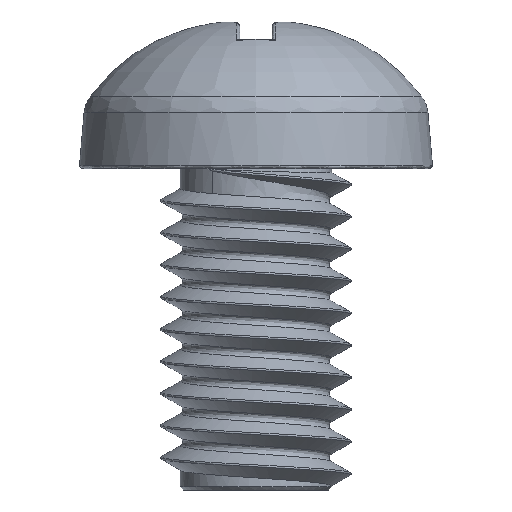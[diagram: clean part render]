
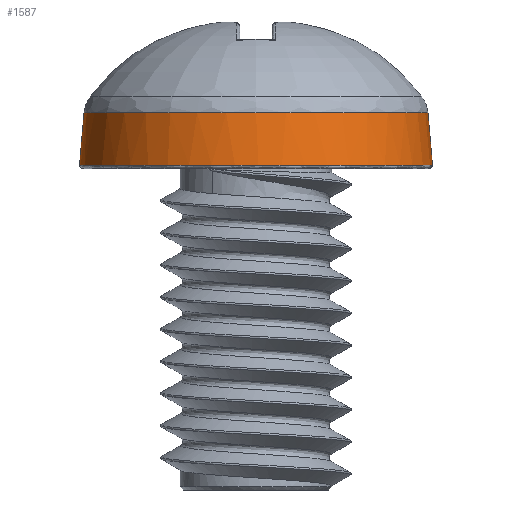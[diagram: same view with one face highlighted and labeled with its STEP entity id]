
A CAD part, left-side view. The second image highlights one B-rep face of the part: STEP entity #1587.
In plain terms, the highlighted free-form (B-spline) face has degree [5, 1] with [17, 2] control points.
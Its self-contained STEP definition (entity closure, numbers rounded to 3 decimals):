
#104=CIRCLE('',#1643,2.674);
#280=FACE_OUTER_BOUND('',#377,.T.);
#377=EDGE_LOOP('',(#1384,#1385,#1386,#1387));
#386=LINE('',#2168,#445);
#387=LINE('',#2171,#446);
#445=VECTOR('',#1660,0.813);
#446=VECTOR('',#1663,0.813);
#511=B_SPLINE_CURVE_WITH_KNOTS('',3,(#2123,#2124,#2125,#2126,#2127,#2128,
#2129,#2130,#2131,#2132),.UNSPECIFIED.,.F.,.F.,(4,1,1,1,1,1,1,4),(0.,
0.121,0.242,0.363,0.484,
0.605,0.726,0.847),.UNSPECIFIED.);
#591=VERTEX_POINT('',#2037);
#594=VERTEX_POINT('',#2051);
#595=VERTEX_POINT('',#2167);
#596=VERTEX_POINT('',#2169);
#737=EDGE_CURVE('',#591,#594,#511,.T.);
#738=EDGE_CURVE('',#594,#595,#386,.T.);
#740=EDGE_CURVE('',#596,#591,#387,.T.);
#944=EDGE_CURVE('',#595,#596,#104,.T.);
#1384=ORIENTED_EDGE('',*,*,#737,.F.);
#1385=ORIENTED_EDGE('',*,*,#740,.F.);
#1386=ORIENTED_EDGE('',*,*,#944,.F.);
#1387=ORIENTED_EDGE('',*,*,#738,.F.);
#1491=B_SPLINE_SURFACE_WITH_KNOTS('',5,1,((#7408,#7409),(#7410,#7411),(#7412,
#7413),(#7414,#7415),(#7416,#7417),(#7418,#7419),(#7420,#7421),(#7422,#7423),
(#7424,#7425),(#7426,#7427),(#7428,#7429),(#7430,#7431),(#7432,#7433),(#7434,
#7435),(#7436,#7437),(#7438,#7439),(#7440,#7441)),.UNSPECIFIED.,.T.,.F.,
 .F.,(6,1,1,1,1,1,1,1,1,1,1,1,6),(2,2),(4.,5.,6.,7.,8.,9.,10.,11.,12.,13.,
14.,15.,16.),(0.,1.),.UNSPECIFIED.);
#1587=ADVANCED_FACE('',(#280),#1491,.T.);
#1643=AXIS2_PLACEMENT_3D('',#7442,#1808,#1809);
#1660=DIRECTION('',(0.,-0.087,0.996));
#1663=DIRECTION('',(0.,-0.087,-0.996));
#1808=DIRECTION('center_axis',(0.,0.,1.));
#1809=DIRECTION('ref_axis',(0.,-1.,0.));
#2037=CARTESIAN_POINT('',(0.,-2.745,5.054));
#2051=CARTESIAN_POINT('',(0.,2.745,5.054));
#2123=CARTESIAN_POINT('Ctrl Pts',(0.,-2.745,
5.054));
#2124=CARTESIAN_POINT('Ctrl Pts',(-0.411,-2.745,
5.054));
#2125=CARTESIAN_POINT('Ctrl Pts',(-1.232,-2.558,5.054));
#2126=CARTESIAN_POINT('Ctrl Pts',(-2.22,-1.77,5.054));
#2127=CARTESIAN_POINT('Ctrl Pts',(-2.768,-0.632,
5.054));
#2128=CARTESIAN_POINT('Ctrl Pts',(-2.768,0.632,5.054));
#2129=CARTESIAN_POINT('Ctrl Pts',(-2.22,1.77,5.054));
#2130=CARTESIAN_POINT('Ctrl Pts',(-1.232,2.558,5.054));
#2131=CARTESIAN_POINT('Ctrl Pts',(-0.411,2.745,5.054));
#2132=CARTESIAN_POINT('Ctrl Pts',(0.,2.745,
5.054));
#2167=CARTESIAN_POINT('',(0.,2.674,5.865));
#2168=CARTESIAN_POINT('',(0.,2.75,5.));
#2169=CARTESIAN_POINT('',(0.,-2.674,5.865));
#2171=CARTESIAN_POINT('',(0.,-2.674,5.865));
#7408=CARTESIAN_POINT('Ctrl Pts',(0.,-2.75,
5.));
#7409=CARTESIAN_POINT('Ctrl Pts',(0.,-2.674,
5.865));
#7410=CARTESIAN_POINT('Ctrl Pts',(0.288,-2.75,5.));
#7411=CARTESIAN_POINT('Ctrl Pts',(0.28,-2.674,5.865));
#7412=CARTESIAN_POINT('Ctrl Pts',(0.864,-2.675,5.));
#7413=CARTESIAN_POINT('Ctrl Pts',(0.84,-2.601,5.865));
#7414=CARTESIAN_POINT('Ctrl Pts',(1.688,-2.335,5.));
#7415=CARTESIAN_POINT('Ctrl Pts',(1.642,-2.271,5.865));
#7416=CARTESIAN_POINT('Ctrl Pts',(2.551,-1.473,5.));
#7417=CARTESIAN_POINT('Ctrl Pts',(2.481,-1.432,5.865));
#7418=CARTESIAN_POINT('Ctrl Pts',(2.946,0.,
5.));
#7419=CARTESIAN_POINT('Ctrl Pts',(2.865,0.,
5.865));
#7420=CARTESIAN_POINT('Ctrl Pts',(2.551,1.473,5.));
#7421=CARTESIAN_POINT('Ctrl Pts',(2.481,1.432,5.865));
#7422=CARTESIAN_POINT('Ctrl Pts',(1.473,2.551,5.));
#7423=CARTESIAN_POINT('Ctrl Pts',(1.432,2.481,5.865));
#7424=CARTESIAN_POINT('Ctrl Pts',(0.,2.946,
5.));
#7425=CARTESIAN_POINT('Ctrl Pts',(0.,2.865,
5.865));
#7426=CARTESIAN_POINT('Ctrl Pts',(-1.473,2.551,5.));
#7427=CARTESIAN_POINT('Ctrl Pts',(-1.432,2.481,5.865));
#7428=CARTESIAN_POINT('Ctrl Pts',(-2.551,1.473,5.));
#7429=CARTESIAN_POINT('Ctrl Pts',(-2.481,1.432,5.865));
#7430=CARTESIAN_POINT('Ctrl Pts',(-2.946,0.,
5.));
#7431=CARTESIAN_POINT('Ctrl Pts',(-2.865,0.,
5.865));
#7432=CARTESIAN_POINT('Ctrl Pts',(-2.551,-1.473,5.));
#7433=CARTESIAN_POINT('Ctrl Pts',(-2.481,-1.432,5.865));
#7434=CARTESIAN_POINT('Ctrl Pts',(-1.688,-2.335,5.));
#7435=CARTESIAN_POINT('Ctrl Pts',(-1.642,-2.271,5.865));
#7436=CARTESIAN_POINT('Ctrl Pts',(-0.864,-2.675,
5.));
#7437=CARTESIAN_POINT('Ctrl Pts',(-0.84,-2.601,
5.865));
#7438=CARTESIAN_POINT('Ctrl Pts',(-0.288,-2.75,
5.));
#7439=CARTESIAN_POINT('Ctrl Pts',(-0.28,-2.674,
5.865));
#7440=CARTESIAN_POINT('Ctrl Pts',(0.,-2.75,
5.));
#7441=CARTESIAN_POINT('Ctrl Pts',(0.,-2.674,
5.865));
#7442=CARTESIAN_POINT('Origin',(0.,0.,
5.865));
